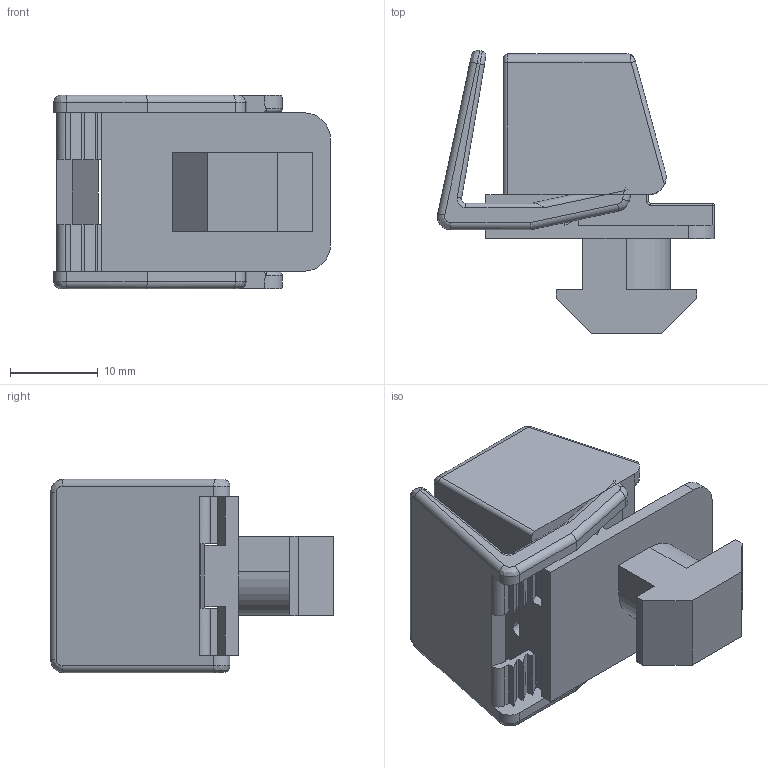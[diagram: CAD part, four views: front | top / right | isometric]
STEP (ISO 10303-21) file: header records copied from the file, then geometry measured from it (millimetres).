
FILE_DESCRIPTION((''),'2;1');
FILE_NAME('AR3079.stp','2016-12-21T13:39:18',('Konstruktor II'),(''),'Autodesk Inventor 2013','Autodesk Inventor 2013','');
FILE_SCHEMA(('AUTOMOTIVE_DESIGN { 1 0 10303 214 1 1 1 1 }'));
Length unit declared in the file: millimetre
Products named in the file (3): AR3079; AR3079 01; AR3079 02
Assembly tree (2 placements, depth 2):
  AR3079
    AR3079 01
    AR3079 02
Bounding box: 31.5 x 32.19 x 22 mm (x, y, z)
Volume: 6442.2 mm3; surface area: 6415.9 mm2
Topology: 2 solids, 2 shells, 286 faces, 763 edges, 464 vertices
Faces by surface type: plane 147, cylinder 90, bspline 22, torus 17, sphere 10
Entity records: 9471 total; most frequent: CARTESIAN_POINT 2456, ORIENTED_EDGE 1494, DIRECTION 1416, EDGE_CURVE 747, VECTOR 512, LINE 512, VERTEX_POINT 464, AXIS2_PLACEMENT_3D 452
